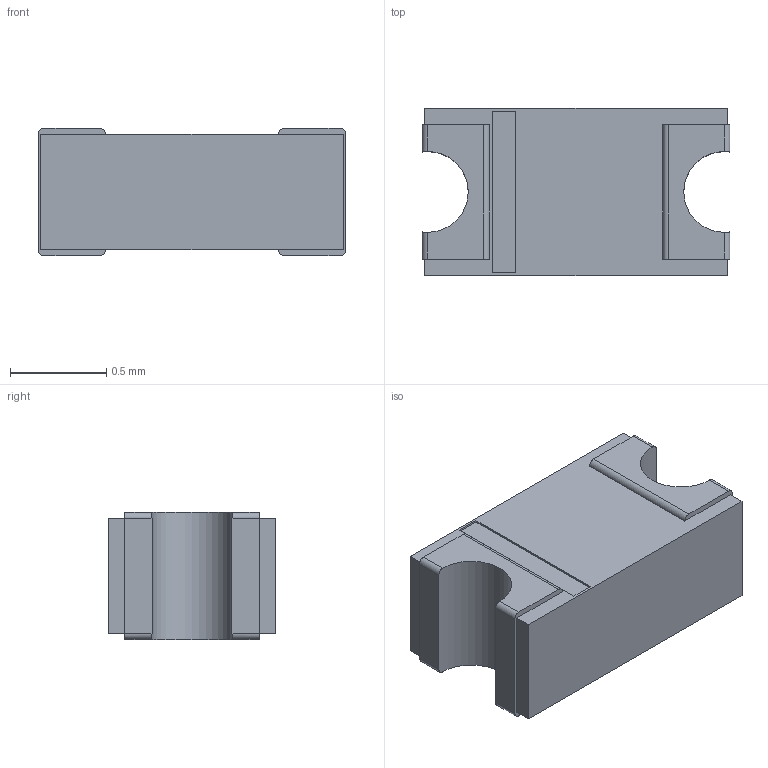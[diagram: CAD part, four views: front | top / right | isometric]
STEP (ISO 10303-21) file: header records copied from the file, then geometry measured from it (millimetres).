
FILE_DESCRIPTION(/* description */ ('model of D_0603'),/* implementation_level */ '2;1');
FILE_NAME(/* name */ 'D_0603.step',/* time_stamp */ '2017-05-08T20:36:15',/* author */ ('kicad StepUp','ksu'),/* organization */ ('FreeCAD'),/* preprocessor_version */ 'OCC',/* originating_system */ 'kicad StepUp',/* authorisation */ '');
FILE_SCHEMA(('AUTOMOTIVE_DESIGN_CC2 { 1 2 10303 214 -1 1 5 4 }'));
Length unit declared in the file: millimetre
Products named in the file (1): D_0603
Bounding box: 1.6 x 0.87 x 0.66 mm (x, y, z)
Volume: 0.8 mm3; surface area: 6 mm2
Topology: 1 solids, 1 shells, 39 faces, 108 edges, 72 vertices
Faces by surface type: plane 25, cylinder 14
Entity records: 967 total; most frequent: CARTESIAN_POINT 227, ORIENTED_EDGE 160, EDGE_CURVE 108, VERTEX_POINT 72, LINE 68, AXIS2_PLACEMENT_3D 51, FACE_BOUND 40, EDGE_LOOP 40
